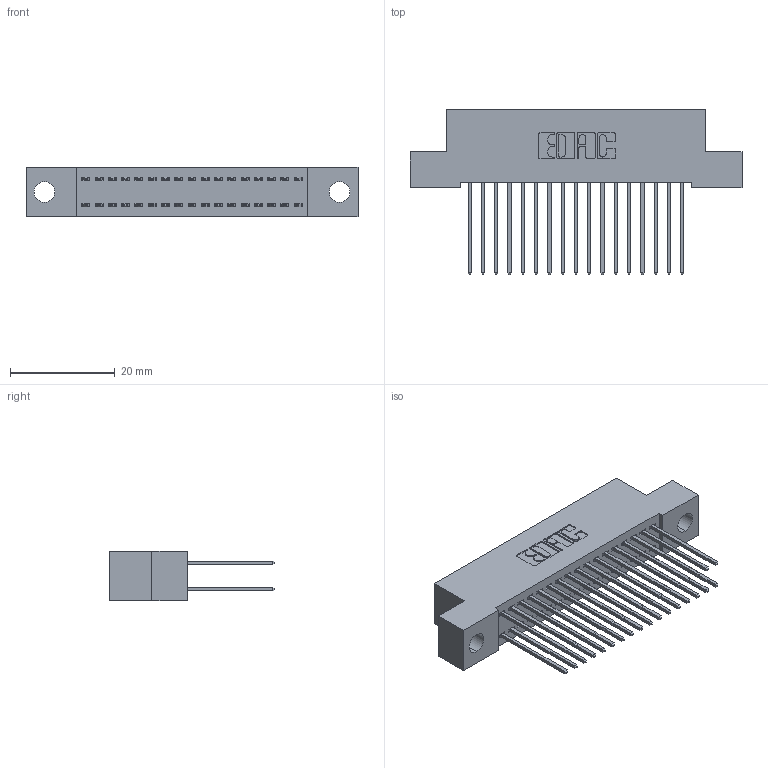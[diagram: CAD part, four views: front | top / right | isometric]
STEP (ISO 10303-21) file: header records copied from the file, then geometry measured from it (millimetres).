
FILE_DESCRIPTION (( 'STEP AP203' ), '1' );
FILE_NAME ('392-034-542-204.STEP', '2018-08-16T01:48:17', ( '' ), ( '' ), 'SwSTEP 2.0', 'SolidWorks 2016', '' );
FILE_SCHEMA (( 'CONFIG_CONTROL_DESIGN' ));
Length unit declared in the file: inch
Products named in the file (3): 342 Part_.156 TH; 345-292-001_345-293-142; 392-034-542-204
Assembly tree (35 placements, depth 2):
  392-034-542-204
    342 Part_.156 TH
    345-292-001_345-293-142  x34
Bounding box: 63.5 x 31.63 x 9.4 mm (x, y, z)
Volume: 5658.6 mm3; surface area: 9130.2 mm2
Topology: 35 solids, 35 shells, 1878 faces, 5569 edges, 3666 vertices
Faces by surface type: plane 1290, cylinder 588
Entity records: 14059 total; most frequent: CARTESIAN_POINT 2358, ORIENTED_EDGE 2294, DIRECTION 2059, EDGE_CURVE 1147, LINE 1019, VECTOR 1019, VERTEX_POINT 762, AXIS2_PLACEMENT_3D 520
